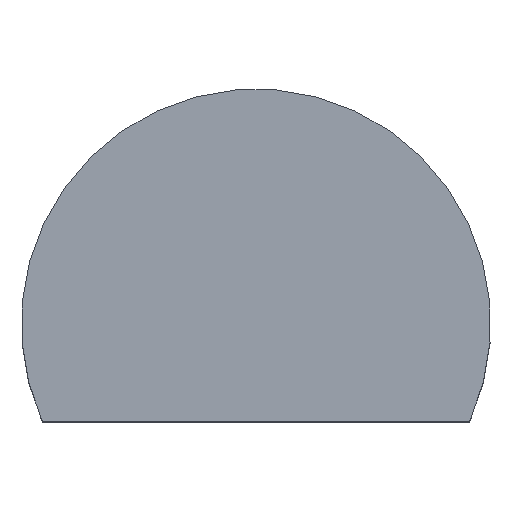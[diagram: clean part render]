
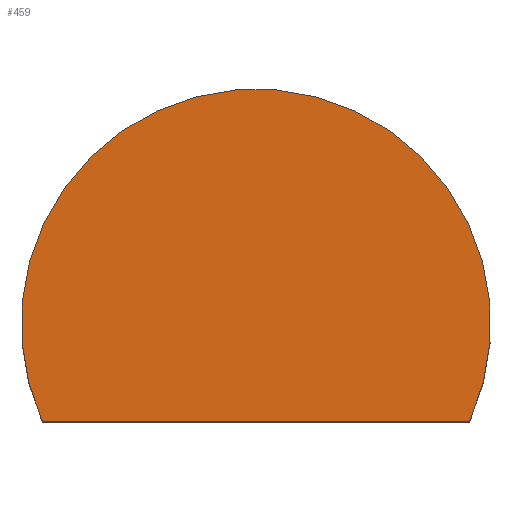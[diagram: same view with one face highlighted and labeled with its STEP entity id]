
A CAD part, top view. The second image highlights one B-rep face of the part: STEP entity #459.
In plain terms, the highlighted planar face has unit normal (0, 0, 1).
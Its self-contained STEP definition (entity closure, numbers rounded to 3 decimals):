
#378=CARTESIAN_POINT('',(3.639,-1.08,5.334));
#377=VERTEX_POINT('',#378);
#388=CARTESIAN_POINT('',(-1.099,-1.08,5.334));
#387=VERTEX_POINT('',#388);
#386=EDGE_CURVE('',#387,#377,#391,.T.);
#391=LINE('',#388,#393);
#393=VECTOR('',#394,4.738);
#394=DIRECTION('',(1.0,0.0,0.0));
#415=EDGE_CURVE($,#377,#387,#420,.T.);
#420=CIRCLE($,#421,2.604);
#422=CARTESIAN_POINT('',(1.27,0.0,5.334));
#421=AXIS2_PLACEMENT_3D($,#422,#423,#424);
#423=DIRECTION('',(0.0,0.0,1.0));
#424=DIRECTION('',(-1.0,0.0,0.0));
#459=ADVANCED_FACE($,(#465),#460,.T.);
#460=PLANE($,#461);
#461=AXIS2_PLACEMENT_3D($,#462,#463,#464);
#462=CARTESIAN_POINT('',(1.27,0.0,5.334));
#463=DIRECTION('',(0.,0.,1.));
#464=DIRECTION('',(1.,0.,0.));
#465=FACE_OUTER_BOUND($,#466,.T.);
#466=EDGE_LOOP($,(#467, #478));
#467=ORIENTED_EDGE('',*,*,#386,.T.);
#478=ORIENTED_EDGE('',*,*,#415,.T.);
